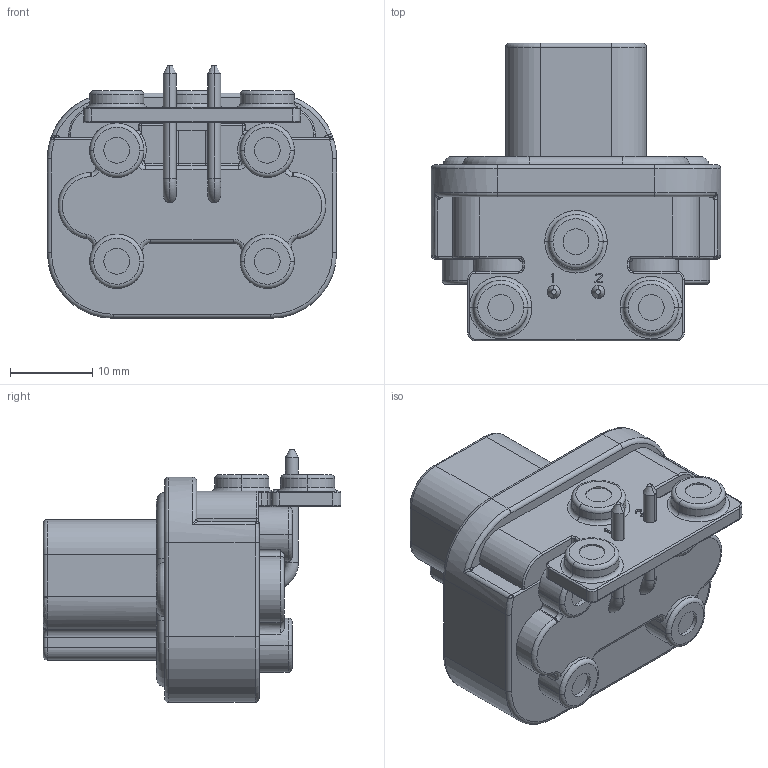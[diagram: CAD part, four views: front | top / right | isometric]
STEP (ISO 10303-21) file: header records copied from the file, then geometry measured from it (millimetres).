
FILE_DESCRIPTION((''),'2;1');
FILE_NAME('C-AT13-2P-BM03_3D','2018-08-07T',('Jony.xie'),(''),'PRO/ENGINEER BY PARAMETRIC TECHNOLOGY CORPORATION, 2013230','PRO/ENGINEER BY PARAMETRIC TECHNOLOGY CORPORATION, 2013230','');
FILE_SCHEMA(('CONFIG_CONTROL_DESIGN'));
Length unit declared in the file: millimetre
Products named in the file (1): C-AT13-2P-BM03_3D
Bounding box: 35.2 x 36.25 x 30.75 mm (x, y, z)
Volume: 12169.3 mm3; surface area: 6435 mm2
Topology: 1 solids, 1 shells, 465 faces, 1226 edges, 779 vertices
Faces by surface type: cylinder 157, plane 151, torus 95, bspline 22, extrusion 22, sphere 10, cone 8
Entity records: 15718 total; most frequent: CARTESIAN_POINT 4118, DIRECTION 2476, ORIENTED_EDGE 2436, EDGE_CURVE 1218, AXIS2_PLACEMENT_3D 965, VERTEX_POINT 779, VECTOR 546, CIRCLE 544
